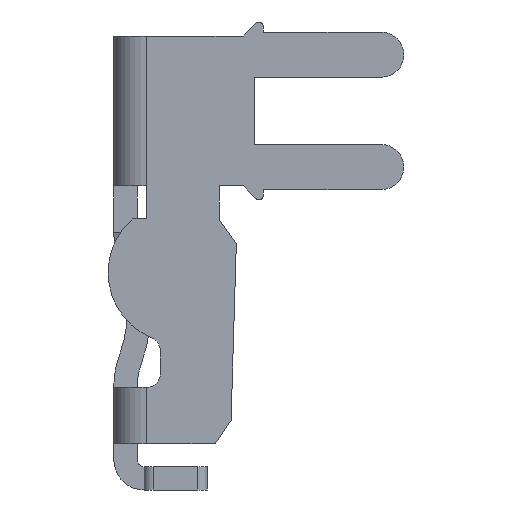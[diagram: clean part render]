
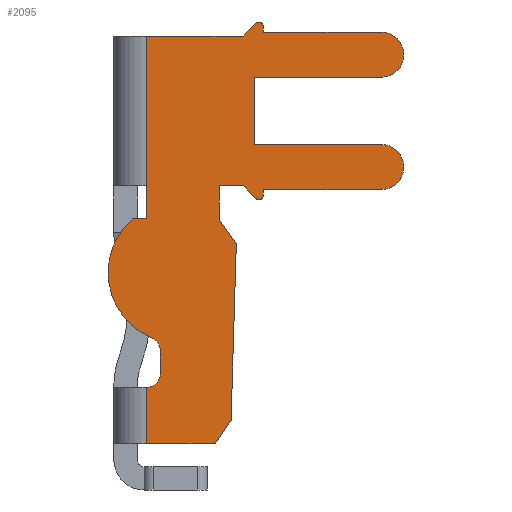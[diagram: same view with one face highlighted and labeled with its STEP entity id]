
A CAD part, left-side view. The second image highlights one B-rep face of the part: STEP entity #2095.
In plain terms, the highlighted planar face has unit normal (-1, 0, 0).
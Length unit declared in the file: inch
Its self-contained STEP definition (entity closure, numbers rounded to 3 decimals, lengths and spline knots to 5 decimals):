
#272=CIRCLE('',#2301,0.01);
#273=CIRCLE('',#2302,0.048);
#274=CIRCLE('',#2303,0.048);
#275=CIRCLE('',#2304,0.01);
#276=CIRCLE('',#2305,0.15159);
#277=CIRCLE('',#2306,0.02991);
#278=CIRCLE('',#2307,0.02931);
#342=PLANE('',#2300);
#419=FACE_OUTER_BOUND('',#517,.T.);
#517=EDGE_LOOP('',(#1663,#1664,#1665,#1666,#1667,#1668,#1669,#1670,#1671,
#1672,#1673,#1674,#1675,#1676,#1677,#1678,#1679,#1680,#1681,#1682,#1683,
#1684,#1685,#1686,#1687,#1688,#1689,#1690));
#637=LINE('',#3253,#845);
#655=LINE('',#3304,#863);
#656=LINE('',#3307,#864);
#657=LINE('',#3309,#865);
#658=LINE('',#3311,#866);
#659=LINE('',#3313,#867);
#660=LINE('',#3315,#868);
#661=LINE('',#3317,#869);
#662=LINE('',#3321,#870);
#663=LINE('',#3323,#871);
#664=LINE('',#3327,#872);
#665=LINE('',#3329,#873);
#666=LINE('',#3331,#874);
#667=LINE('',#3335,#875);
#668=LINE('',#3337,#876);
#669=LINE('',#3341,#877);
#670=LINE('',#3343,#878);
#671=LINE('',#3344,#879);
#672=LINE('',#3346,#880);
#673=LINE('',#3348,#881);
#674=LINE('',#3354,#882);
#845=VECTOR('',#2592,0.3937);
#863=VECTOR('',#2642,0.3937);
#864=VECTOR('',#2645,0.3937);
#865=VECTOR('',#2646,0.3937);
#866=VECTOR('',#2647,0.3937);
#867=VECTOR('',#2648,0.3937);
#868=VECTOR('',#2649,0.3937);
#869=VECTOR('',#2650,0.3937);
#870=VECTOR('',#2653,0.3937);
#871=VECTOR('',#2654,0.3937);
#872=VECTOR('',#2657,0.3937);
#873=VECTOR('',#2658,0.3937);
#874=VECTOR('',#2659,0.3937);
#875=VECTOR('',#2662,0.3937);
#876=VECTOR('',#2663,0.3937);
#877=VECTOR('',#2666,0.3937);
#878=VECTOR('',#2667,0.3937);
#879=VECTOR('',#2668,0.3937);
#880=VECTOR('',#2669,0.3937);
#881=VECTOR('',#2670,0.3937);
#882=VECTOR('',#2675,0.3937);
#1064=VERTEX_POINT('',#3250);
#1065=VERTEX_POINT('',#3252);
#1069=VERTEX_POINT('',#3265);
#1081=VERTEX_POINT('',#3298);
#1083=VERTEX_POINT('',#3306);
#1084=VERTEX_POINT('',#3308);
#1085=VERTEX_POINT('',#3310);
#1086=VERTEX_POINT('',#3312);
#1087=VERTEX_POINT('',#3314);
#1088=VERTEX_POINT('',#3316);
#1089=VERTEX_POINT('',#3318);
#1090=VERTEX_POINT('',#3320);
#1091=VERTEX_POINT('',#3322);
#1092=VERTEX_POINT('',#3324);
#1093=VERTEX_POINT('',#3326);
#1094=VERTEX_POINT('',#3328);
#1095=VERTEX_POINT('',#3330);
#1096=VERTEX_POINT('',#3332);
#1097=VERTEX_POINT('',#3334);
#1098=VERTEX_POINT('',#3336);
#1099=VERTEX_POINT('',#3338);
#1100=VERTEX_POINT('',#3340);
#1101=VERTEX_POINT('',#3342);
#1102=VERTEX_POINT('',#3345);
#1103=VERTEX_POINT('',#3347);
#1104=VERTEX_POINT('',#3349);
#1105=VERTEX_POINT('',#3351);
#1106=VERTEX_POINT('',#3353);
#1272=EDGE_CURVE('',#1065,#1064,#637,.T.);
#1299=EDGE_CURVE('',#1065,#1069,#655,.T.);
#1300=EDGE_CURVE('',#1064,#1083,#656,.T.);
#1301=EDGE_CURVE('',#1083,#1084,#657,.T.);
#1302=EDGE_CURVE('',#1084,#1085,#658,.T.);
#1303=EDGE_CURVE('',#1085,#1086,#659,.T.);
#1304=EDGE_CURVE('',#1086,#1087,#660,.T.);
#1305=EDGE_CURVE('',#1087,#1088,#661,.T.);
#1306=EDGE_CURVE('',#1088,#1089,#272,.T.);
#1307=EDGE_CURVE('',#1089,#1090,#662,.T.);
#1308=EDGE_CURVE('',#1090,#1091,#663,.T.);
#1309=EDGE_CURVE('',#1091,#1092,#273,.T.);
#1310=EDGE_CURVE('',#1092,#1093,#664,.T.);
#1311=EDGE_CURVE('',#1093,#1094,#665,.T.);
#1312=EDGE_CURVE('',#1094,#1095,#666,.T.);
#1313=EDGE_CURVE('',#1095,#1096,#274,.T.);
#1314=EDGE_CURVE('',#1096,#1097,#667,.T.);
#1315=EDGE_CURVE('',#1097,#1098,#668,.T.);
#1316=EDGE_CURVE('',#1098,#1099,#275,.T.);
#1317=EDGE_CURVE('',#1099,#1100,#669,.T.);
#1318=EDGE_CURVE('',#1100,#1101,#670,.T.);
#1319=EDGE_CURVE('',#1081,#1101,#671,.T.);
#1320=EDGE_CURVE('',#1081,#1102,#672,.T.);
#1321=EDGE_CURVE('',#1102,#1103,#673,.T.);
#1322=EDGE_CURVE('',#1103,#1104,#276,.T.);
#1323=EDGE_CURVE('',#1104,#1105,#277,.T.);
#1324=EDGE_CURVE('',#1105,#1106,#674,.T.);
#1325=EDGE_CURVE('',#1106,#1069,#278,.T.);
#1663=ORIENTED_EDGE('',*,*,#1299,.F.);
#1664=ORIENTED_EDGE('',*,*,#1272,.T.);
#1665=ORIENTED_EDGE('',*,*,#1300,.T.);
#1666=ORIENTED_EDGE('',*,*,#1301,.T.);
#1667=ORIENTED_EDGE('',*,*,#1302,.T.);
#1668=ORIENTED_EDGE('',*,*,#1303,.T.);
#1669=ORIENTED_EDGE('',*,*,#1304,.T.);
#1670=ORIENTED_EDGE('',*,*,#1305,.T.);
#1671=ORIENTED_EDGE('',*,*,#1306,.T.);
#1672=ORIENTED_EDGE('',*,*,#1307,.T.);
#1673=ORIENTED_EDGE('',*,*,#1308,.T.);
#1674=ORIENTED_EDGE('',*,*,#1309,.T.);
#1675=ORIENTED_EDGE('',*,*,#1310,.T.);
#1676=ORIENTED_EDGE('',*,*,#1311,.T.);
#1677=ORIENTED_EDGE('',*,*,#1312,.T.);
#1678=ORIENTED_EDGE('',*,*,#1313,.T.);
#1679=ORIENTED_EDGE('',*,*,#1314,.T.);
#1680=ORIENTED_EDGE('',*,*,#1315,.T.);
#1681=ORIENTED_EDGE('',*,*,#1316,.T.);
#1682=ORIENTED_EDGE('',*,*,#1317,.T.);
#1683=ORIENTED_EDGE('',*,*,#1318,.T.);
#1684=ORIENTED_EDGE('',*,*,#1319,.F.);
#1685=ORIENTED_EDGE('',*,*,#1320,.T.);
#1686=ORIENTED_EDGE('',*,*,#1321,.T.);
#1687=ORIENTED_EDGE('',*,*,#1322,.T.);
#1688=ORIENTED_EDGE('',*,*,#1323,.T.);
#1689=ORIENTED_EDGE('',*,*,#1324,.T.);
#1690=ORIENTED_EDGE('',*,*,#1325,.T.);
#2095=ADVANCED_FACE('',(#419),#342,.F.);
#2300=AXIS2_PLACEMENT_3D('',#3305,#2643,#2644);
#2301=AXIS2_PLACEMENT_3D('',#3319,#2651,#2652);
#2302=AXIS2_PLACEMENT_3D('',#3325,#2655,#2656);
#2303=AXIS2_PLACEMENT_3D('',#3333,#2660,#2661);
#2304=AXIS2_PLACEMENT_3D('',#3339,#2664,#2665);
#2305=AXIS2_PLACEMENT_3D('',#3350,#2671,#2672);
#2306=AXIS2_PLACEMENT_3D('',#3352,#2673,#2674);
#2307=AXIS2_PLACEMENT_3D('',#3355,#2676,#2677);
#2592=DIRECTION('',(0.,-1.,0.));
#2642=DIRECTION('',(0.,0.,1.));
#2643=DIRECTION('center_axis',(1.,0.,0.));
#2644=DIRECTION('ref_axis',(0.,0.,-1.));
#2645=DIRECTION('',(0.,-0.559,0.829));
#2646=DIRECTION('',(0.,-0.03,1.));
#2647=DIRECTION('',(0.,0.578,0.816));
#2648=DIRECTION('',(0.,0.,1.));
#2649=DIRECTION('',(0.,-1.,0.));
#2650=DIRECTION('',(0.,-0.696,-0.718));
#2651=DIRECTION('center_axis',(-1.,0.,0.));
#2652=DIRECTION('ref_axis',(0.,1.,0.));
#2653=DIRECTION('',(0.,0.,1.));
#2654=DIRECTION('',(0.,-1.,0.));
#2655=DIRECTION('center_axis',(-1.,0.,0.));
#2656=DIRECTION('ref_axis',(0.,1.,0.));
#2657=DIRECTION('',(0.,1.,0.));
#2658=DIRECTION('',(0.,0.,1.));
#2659=DIRECTION('',(0.,-1.,0.));
#2660=DIRECTION('center_axis',(-1.,0.,0.));
#2661=DIRECTION('ref_axis',(0.,1.,0.));
#2662=DIRECTION('',(0.,1.,0.));
#2663=DIRECTION('',(0.,0.,1.));
#2664=DIRECTION('center_axis',(-1.,0.,0.));
#2665=DIRECTION('ref_axis',(0.,-0.718,-0.696));
#2666=DIRECTION('',(0.,0.696,-0.718));
#2667=DIRECTION('',(0.,1.,0.));
#2668=DIRECTION('',(0.,0.,1.));
#2669=DIRECTION('',(0.,0.,-1.));
#2670=DIRECTION('',(0.,1.,0.));
#2671=DIRECTION('center_axis',(-1.,0.,0.));
#2672=DIRECTION('ref_axis',(0.,-0.387,0.922));
#2673=DIRECTION('center_axis',(1.,0.,0.));
#2674=DIRECTION('ref_axis',(0.,-0.387,0.922));
#2675=DIRECTION('',(0.,0.,-1.));
#2676=DIRECTION('center_axis',(1.,0.,0.));
#2677=DIRECTION('ref_axis',(0.,-1.,0.));
#3250=CARTESIAN_POINT('',(-0.24,0.10303,-0.71078));
#3252=CARTESIAN_POINT('',(-0.24,0.25,-0.71078));
#3253=CARTESIAN_POINT('',(-0.24,0.32,-0.71078));
#3265=CARTESIAN_POINT('',(-0.24,0.25,-0.59078));
#3298=CARTESIAN_POINT('',(-0.24,0.25,-0.16));
#3304=CARTESIAN_POINT('',(-0.24,0.25,-0.44521));
#3305=CARTESIAN_POINT('Origin',(-0.24,0.06965,-0.17963));
#3306=CARTESIAN_POINT('',(-0.24,0.06932,-0.66077));
#3307=CARTESIAN_POINT('',(-0.24,0.10303,-0.71078));
#3308=CARTESIAN_POINT('',(-0.24,0.0581,-0.28356));
#3309=CARTESIAN_POINT('',(-0.24,0.06932,-0.66077));
#3310=CARTESIAN_POINT('',(-0.24,0.095,-0.23145));
#3311=CARTESIAN_POINT('',(-0.24,0.0581,-0.28356));
#3312=CARTESIAN_POINT('',(-0.24,0.095,-0.16));
#3313=CARTESIAN_POINT('',(-0.24,0.095,-0.23145));
#3314=CARTESIAN_POINT('',(-0.24,0.04335,-0.16));
#3315=CARTESIAN_POINT('',(-0.24,0.32,-0.16));
#3316=CARTESIAN_POINT('',(-0.24,0.01718,-0.18696));
#3317=CARTESIAN_POINT('',(-0.24,0.04335,-0.16));
#3318=CARTESIAN_POINT('',(-0.24,0.,-0.18));
#3319=CARTESIAN_POINT('Origin',(-0.24,0.01,-0.18));
#3320=CARTESIAN_POINT('',(-0.24,0.,-0.168));
#3321=CARTESIAN_POINT('',(-0.24,0.,-0.18));
#3322=CARTESIAN_POINT('',(-0.24,-0.252,-0.168));
#3323=CARTESIAN_POINT('',(-0.24,0.,-0.168));
#3324=CARTESIAN_POINT('',(-0.24,-0.252,-0.072));
#3325=CARTESIAN_POINT('Origin',(-0.24,-0.252,-0.12));
#3326=CARTESIAN_POINT('',(-0.24,0.01999,-0.072));
#3327=CARTESIAN_POINT('',(-0.24,-0.252,-0.072));
#3328=CARTESIAN_POINT('',(-0.24,0.01999,0.072));
#3329=CARTESIAN_POINT('',(-0.24,0.01999,-0.072));
#3330=CARTESIAN_POINT('',(-0.24,-0.252,0.072));
#3331=CARTESIAN_POINT('',(-0.24,0.01999,0.072));
#3332=CARTESIAN_POINT('',(-0.24,-0.252,0.168));
#3333=CARTESIAN_POINT('Origin',(-0.24,-0.252,0.12));
#3334=CARTESIAN_POINT('',(-0.24,0.,0.168));
#3335=CARTESIAN_POINT('',(-0.24,-0.252,0.168));
#3336=CARTESIAN_POINT('',(-0.24,0.,0.18));
#3337=CARTESIAN_POINT('',(-0.24,0.,0.168));
#3338=CARTESIAN_POINT('',(-0.24,0.01718,0.18696));
#3339=CARTESIAN_POINT('Origin',(-0.24,0.01,0.18));
#3340=CARTESIAN_POINT('',(-0.24,0.04335,0.16));
#3341=CARTESIAN_POINT('',(-0.24,0.01718,0.18696));
#3342=CARTESIAN_POINT('',(-0.24,0.25,0.16));
#3343=CARTESIAN_POINT('',(-0.24,0.04335,0.16));
#3344=CARTESIAN_POINT('',(-0.24,0.25,-0.16982));
#3345=CARTESIAN_POINT('',(-0.24,0.25,-0.2309));
#3346=CARTESIAN_POINT('',(-0.24,0.25,-0.16));
#3347=CARTESIAN_POINT('',(-0.24,0.28022,-0.2309));
#3348=CARTESIAN_POINT('',(-0.24,0.25,-0.2309));
#3349=CARTESIAN_POINT('',(-0.24,0.23903,-0.48483));
#3350=CARTESIAN_POINT('Origin',(-0.24,0.18044,-0.34502));
#3351=CARTESIAN_POINT('',(-0.24,0.22069,-0.51241));
#3352=CARTESIAN_POINT('Origin',(-0.24,0.25059,-0.51241));
#3353=CARTESIAN_POINT('',(-0.24,0.22069,-0.56147));
#3354=CARTESIAN_POINT('',(-0.24,0.22069,-0.51241));
#3355=CARTESIAN_POINT('Origin',(-0.24,0.25,-0.56147));
